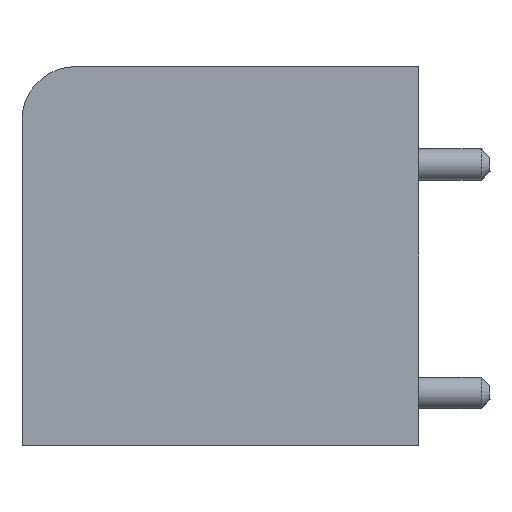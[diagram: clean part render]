
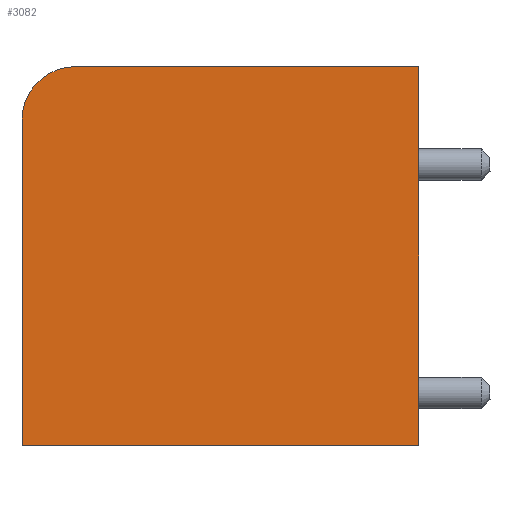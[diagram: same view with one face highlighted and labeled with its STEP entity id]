
A CAD part, left-side view. The second image highlights one B-rep face of the part: STEP entity #3082.
In plain terms, the highlighted planar face has unit normal (-1, 0, 0).
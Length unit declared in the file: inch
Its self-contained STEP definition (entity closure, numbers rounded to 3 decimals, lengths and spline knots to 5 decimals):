
#1=DIRECTION('',(0.,0.,-1.));
#2=VECTOR('',#1,0.85);
#3=CARTESIAN_POINT('',(-1.55,0.,0.476));
#4=LINE('',#3,#2);
#5=DIRECTION('',(0.,1.,0.));
#6=VECTOR('',#5,0.89);
#7=CARTESIAN_POINT('',(-1.55,0.,-0.374));
#8=LINE('',#7,#6);
#9=DIRECTION('',(0.,0.,1.));
#10=VECTOR('',#9,0.73);
#11=CARTESIAN_POINT('',(-1.55,0.89,-0.374));
#12=LINE('',#11,#10);
#13=CARTESIAN_POINT('',(-1.55,0.77,0.356));
#14=DIRECTION('',(1.,0.,0.));
#15=DIRECTION('',(0.,1.,0.));
#16=AXIS2_PLACEMENT_3D('',#13,#14,#15);
#18=DIRECTION('',(0.,-1.,0.));
#19=VECTOR('',#18,0.77);
#20=CARTESIAN_POINT('',(-1.55,0.77,0.476));
#21=LINE('',#20,#19);
#2411=CARTESIAN_POINT('',(-1.55,0.,0.476));
#2412=CARTESIAN_POINT('',(-1.55,0.,-0.374));
#2413=VERTEX_POINT('',#2411);
#2414=VERTEX_POINT('',#2412);
#2415=CARTESIAN_POINT('',(-1.55,0.89,-0.374));
#2416=VERTEX_POINT('',#2415);
#2417=CARTESIAN_POINT('',(-1.55,0.89,0.356));
#2418=VERTEX_POINT('',#2417);
#2419=CARTESIAN_POINT('',(-1.55,0.77,0.476));
#2420=VERTEX_POINT('',#2419);
#3065=CARTESIAN_POINT('',(-1.55,0.,0.));
#3066=DIRECTION('',(1.,0.,0.));
#3067=DIRECTION('',(0.,0.,-1.));
#3068=AXIS2_PLACEMENT_3D('',#3065,#3066,#3067);
#3069=PLANE('',#3068);
#3071=ORIENTED_EDGE('',*,*,#3070,.T.);
#3073=ORIENTED_EDGE('',*,*,#3072,.T.);
#3075=ORIENTED_EDGE('',*,*,#3074,.T.);
#3077=ORIENTED_EDGE('',*,*,#3076,.T.);
#3079=ORIENTED_EDGE('',*,*,#3078,.T.);
#3080=EDGE_LOOP('',(#3071,#3073,#3075,#3077,#3079));
#3081=FACE_OUTER_BOUND('',#3080,.F.);
#3082=ADVANCED_FACE('',(#3081),#3069,.F.);
#17=CIRCLE('',#16,0.12);
#3070=EDGE_CURVE('',#2413,#2414,#4,.T.);
#3072=EDGE_CURVE('',#2414,#2416,#8,.T.);
#3074=EDGE_CURVE('',#2416,#2418,#12,.T.);
#3076=EDGE_CURVE('',#2418,#2420,#17,.T.);
#3078=EDGE_CURVE('',#2420,#2413,#21,.T.);
